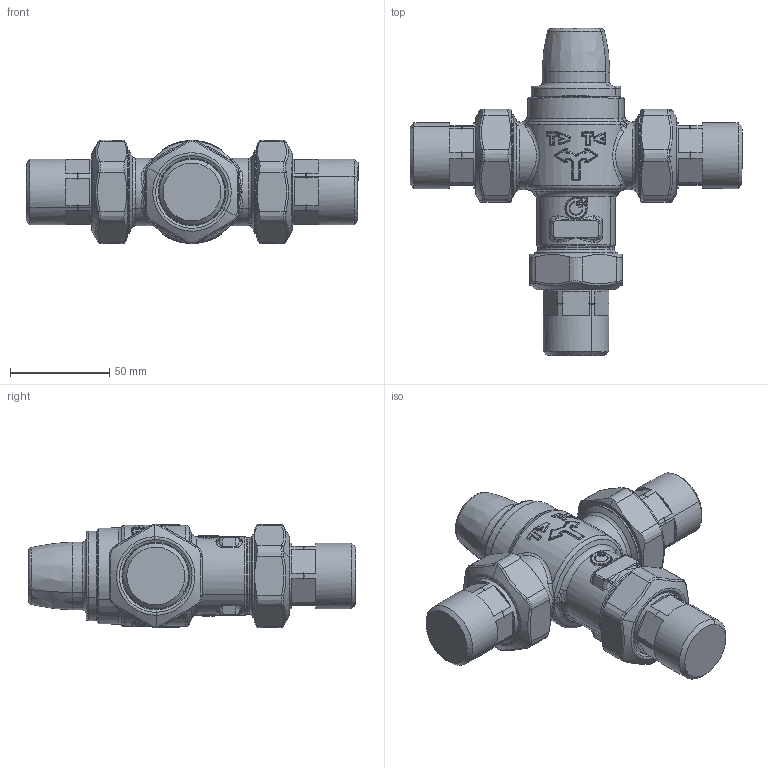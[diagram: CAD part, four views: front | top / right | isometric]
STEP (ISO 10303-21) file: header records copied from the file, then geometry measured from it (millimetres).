
FILE_DESCRIPTION(('CATIA V5 STEP Exchange'),'2;1');
FILE_NAME('STEP_262060_-_TST.stp','2017-10-23T06:16:49+00:00',('none'),('none'),'CATIA Version 5-6 Release 2016 SP4','CATIA V5 STEP AP203','none');
FILE_SCHEMA(('CONFIG_CONTROL_DESIGN'));
Length unit declared in the file: millimetre
Products named in the file (1): 262060 - TST
Bounding box: 167 x 164.5 x 52.06 mm (x, y, z)
Surface area: 60712.3 mm2 (no closed solid volume)
Topology: 0 solids, 30 shells, 1222 faces, 3051 edges, 1725 vertices
Faces by surface type: bspline 646, cylinder 192, plane 143, cone 106, sphere 71, torus 64
Entity records: 63586 total; most frequent: CARTESIAN_POINT 43815, ORIENTED_EDGE 5334, EDGE_CURVE 2958, DIRECTION 2056, VERTEX_POINT 1725, ADVANCED_FACE 1222, EDGE_LOOP 1222, FACE_OUTER_BOUND 1222
